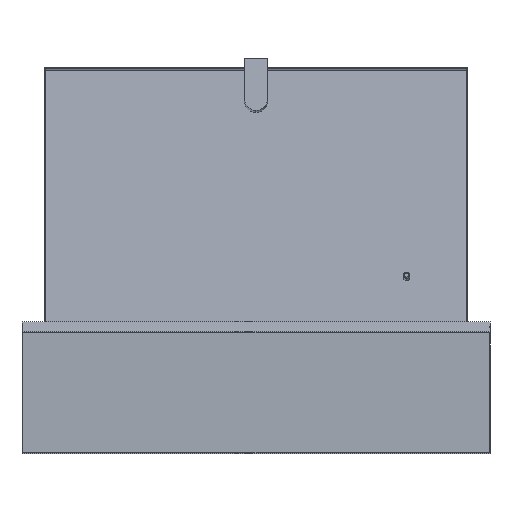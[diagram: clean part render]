
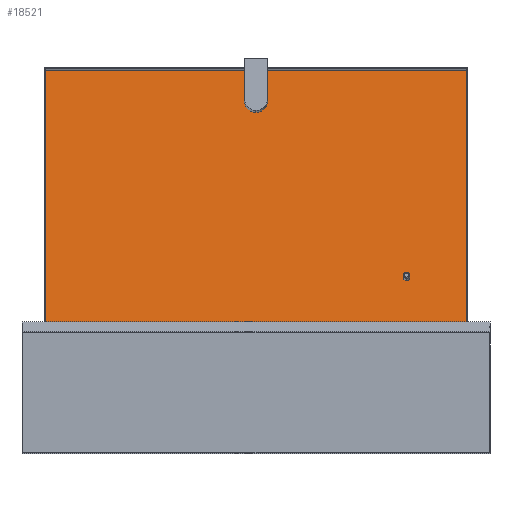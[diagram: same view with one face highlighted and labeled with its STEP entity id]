
A CAD part, left-side view. The second image highlights one B-rep face of the part: STEP entity #18521.
In plain terms, the highlighted face is planar.
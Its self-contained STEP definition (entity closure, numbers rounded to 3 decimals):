
#51 = AXIS2_PLACEMENT_3D ( 'NONE', #9908, #7300, #11414 ) ;
#61 = ORIENTED_EDGE ( 'NONE', *, *, #21432, .F. ) ;
#78 = VECTOR ( 'NONE', #14612, 1000. ) ;
#105 = LINE ( 'NONE', #21679, #9706 ) ;
#376 = CARTESIAN_POINT ( 'NONE',  ( -102., 0., -1. ) ) ;
#695 = CARTESIAN_POINT ( 'NONE',  ( 132., 207., -1. ) ) ;
#869 = FACE_BOUND ( 'NONE', #6091, .T. ) ;
#1015 = LINE ( 'NONE', #5447, #21497 ) ;
#1586 = EDGE_LOOP ( 'NONE', ( #3803, #12715 ) ) ;
#1989 = PLANE ( 'NONE',  #17195 ) ;
#2352 = CARTESIAN_POINT ( 'NONE',  ( -102., 0., -1. ) ) ;
#2888 = VERTEX_POINT ( 'NONE', #6535 ) ;
#3543 = EDGE_CURVE ( 'NONE', #8739, #16212, #105, .T. ) ;
#3726 = EDGE_CURVE ( 'NONE', #16212, #15823, #5938, .T. ) ;
#3803 = ORIENTED_EDGE ( 'NONE', *, *, #5199, .F. ) ;
#3806 = FACE_OUTER_BOUND ( 'NONE', #15676, .T. ) ;
#4118 = DIRECTION ( 'NONE',  ( 1., 0., 0. ) ) ;
#4398 = ORIENTED_EDGE ( 'NONE', *, *, #3726, .F. ) ;
#4802 = CARTESIAN_POINT ( 'NONE',  ( -132., -207., -1. ) ) ;
#4944 = DIRECTION ( 'NONE',  ( 0., 0., 1. ) ) ;
#5199 = EDGE_CURVE ( 'NONE', #9622, #2888, #7684, .T. ) ;
#5253 = VECTOR ( 'NONE', #20016, 1000. ) ;
#5447 = CARTESIAN_POINT ( 'NONE',  ( 132., 0., -1. ) ) ;
#5938 = LINE ( 'NONE', #21541, #5253 ) ;
#6091 = EDGE_LOOP ( 'NONE', ( #19047, #12124 ) ) ;
#6535 = CARTESIAN_POINT ( 'NONE',  ( 70., -148., -1. ) ) ;
#6732 = EDGE_CURVE ( 'NONE', #20675, #11624, #14401, .T. ) ;
#7300 = DIRECTION ( 'NONE',  ( 0., 0., -1. ) ) ;
#7684 = CIRCLE ( 'NONE', #13527, 3. ) ;
#8739 = VERTEX_POINT ( 'NONE', #10187 ) ;
#9204 = VERTEX_POINT ( 'NONE', #695 ) ;
#9400 = CARTESIAN_POINT ( 'NONE',  ( 0., 0., -1. ) ) ;
#9622 = VERTEX_POINT ( 'NONE', #12482 ) ;
#9706 = VECTOR ( 'NONE', #11614, 1000. ) ;
#9867 = EDGE_CURVE ( 'NONE', #11624, #20675, #18631, .T. ) ;
#9908 = CARTESIAN_POINT ( 'NONE',  ( 73., -148., -1. ) ) ;
#10187 = CARTESIAN_POINT ( 'NONE',  ( -132., 207., -1. ) ) ;
#10284 = DIRECTION ( 'NONE',  ( 0., 1., 0. ) ) ;
#10689 = AXIS2_PLACEMENT_3D ( 'NONE', #376, #16301, #14489 ) ;
#11414 = DIRECTION ( 'NONE',  ( 1., 0., 0. ) ) ;
#11614 = DIRECTION ( 'NONE',  ( 0., -1., 0. ) ) ;
#11624 = VERTEX_POINT ( 'NONE', #17441 ) ;
#12124 = ORIENTED_EDGE ( 'NONE', *, *, #9867, .T. ) ;
#12482 = CARTESIAN_POINT ( 'NONE',  ( 76., -148., -1. ) ) ;
#12715 = ORIENTED_EDGE ( 'NONE', *, *, #20200, .F. ) ;
#13527 = AXIS2_PLACEMENT_3D ( 'NONE', #20854, #14542, #4118 ) ;
#13707 = EDGE_CURVE ( 'NONE', #15823, #9204, #1015, .T. ) ;
#13808 = ORIENTED_EDGE ( 'NONE', *, *, #13707, .F. ) ;
#14001 = CARTESIAN_POINT ( 'NONE',  ( 132., -207., -1. ) ) ;
#14401 = CIRCLE ( 'NONE', #10689, 11.5 ) ;
#14489 = DIRECTION ( 'NONE',  ( 1., 0., 0. ) ) ;
#14528 = AXIS2_PLACEMENT_3D ( 'NONE', #2352, #15369, #15023 ) ;
#14542 = DIRECTION ( 'NONE',  ( 0., 0., -1. ) ) ;
#14612 = DIRECTION ( 'NONE',  ( -1., 0., 0. ) ) ;
#14824 = CIRCLE ( 'NONE', #51, 3. ) ;
#14986 = DIRECTION ( 'NONE',  ( 1., 0., 0. ) ) ;
#15023 = DIRECTION ( 'NONE',  ( 1., 0., 0. ) ) ;
#15369 = DIRECTION ( 'NONE',  ( 0., 0., 1. ) ) ;
#15676 = EDGE_LOOP ( 'NONE', ( #15998, #61, #13808, #4398 ) ) ;
#15823 = VERTEX_POINT ( 'NONE', #14001 ) ;
#15998 = ORIENTED_EDGE ( 'NONE', *, *, #3543, .F. ) ;
#16212 = VERTEX_POINT ( 'NONE', #4802 ) ;
#16301 = DIRECTION ( 'NONE',  ( 0., 0., 1. ) ) ;
#16840 = FACE_BOUND ( 'NONE', #1586, .T. ) ;
#17195 = AXIS2_PLACEMENT_3D ( 'NONE', #9400, #4944, #14986 ) ;
#17441 = CARTESIAN_POINT ( 'NONE',  ( -113.5, 0., -1. ) ) ;
#18521 = ADVANCED_FACE ( 'NONE', ( #869, #3806, #16840 ), #1989, .F. ) ;
#18631 = CIRCLE ( 'NONE', #14528, 11.5 ) ;
#19047 = ORIENTED_EDGE ( 'NONE', *, *, #6732, .T. ) ;
#19173 = CARTESIAN_POINT ( 'NONE',  ( -90.5, 0., -1. ) ) ;
#19439 = CARTESIAN_POINT ( 'NONE',  ( 0., 207., -1. ) ) ;
#20016 = DIRECTION ( 'NONE',  ( 1., 0., 0. ) ) ;
#20200 = EDGE_CURVE ( 'NONE', #2888, #9622, #14824, .T. ) ;
#20675 = VERTEX_POINT ( 'NONE', #19173 ) ;
#20854 = CARTESIAN_POINT ( 'NONE',  ( 73., -148., -1. ) ) ;
#21432 = EDGE_CURVE ( 'NONE', #9204, #8739, #21697, .T. ) ;
#21497 = VECTOR ( 'NONE', #10284, 1000. ) ;
#21541 = CARTESIAN_POINT ( 'NONE',  ( 0., -207., -1. ) ) ;
#21679 = CARTESIAN_POINT ( 'NONE',  ( -132., 0., -1. ) ) ;
#21697 = LINE ( 'NONE', #19439, #78 ) ;
